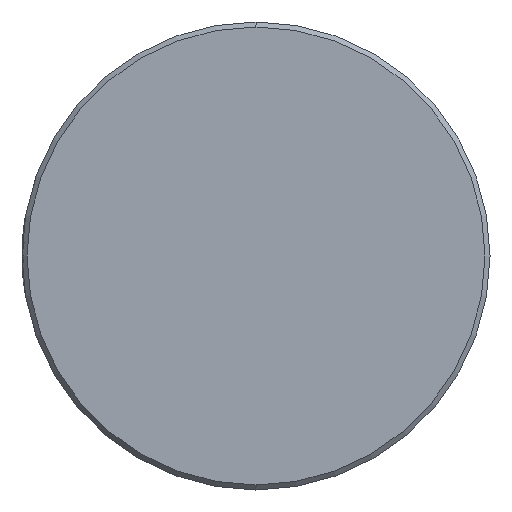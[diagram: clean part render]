
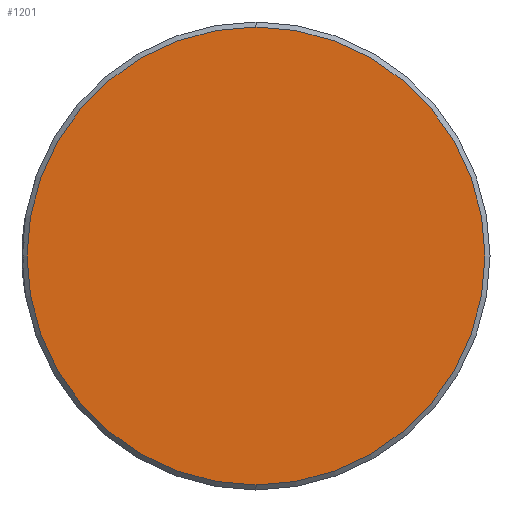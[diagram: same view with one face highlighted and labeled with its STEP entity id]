
A CAD part, left-side view. The second image highlights one B-rep face of the part: STEP entity #1201.
In plain terms, the highlighted planar face has unit normal (-1, 0, 0).
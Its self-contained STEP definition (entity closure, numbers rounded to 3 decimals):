
#9 = CIRCLE ( 'NONE', #1015, 13.7 ) ;
#137 = CARTESIAN_POINT ( 'NONE',  ( -5., 0., 0. ) ) ;
#165 = VERTEX_POINT ( 'NONE', #712 ) ;
#175 = ORIENTED_EDGE ( 'NONE', *, *, #1297, .T. ) ;
#247 = DIRECTION ( 'NONE',  ( 0., 0., 1. ) ) ;
#302 = DIRECTION ( 'NONE',  ( -1., 0., 0. ) ) ;
#341 = DIRECTION ( 'NONE',  ( -1., 0., 0. ) ) ;
#510 = AXIS2_PLACEMENT_3D ( 'NONE', #900, #302, #1008 ) ;
#597 = CIRCLE ( 'NONE', #510, 13.7 ) ;
#603 = CARTESIAN_POINT ( 'NONE',  ( -5., 0., 13.7 ) ) ;
#671 = ORIENTED_EDGE ( 'NONE', *, *, #1018, .T. ) ;
#712 = CARTESIAN_POINT ( 'NONE',  ( -5., 0., -13.7 ) ) ;
#836 = DIRECTION ( 'NONE',  ( -1., 0., 0. ) ) ;
#900 = CARTESIAN_POINT ( 'NONE',  ( -5., 0., 0. ) ) ;
#942 = CARTESIAN_POINT ( 'NONE',  ( -5., 0., 0. ) ) ;
#950 = EDGE_LOOP ( 'NONE', ( #671, #175 ) ) ;
#962 = FACE_OUTER_BOUND ( 'NONE', #950, .T. ) ;
#1008 = DIRECTION ( 'NONE',  ( 0., 0., 1. ) ) ;
#1015 = AXIS2_PLACEMENT_3D ( 'NONE', #942, #341, #1048 ) ;
#1018 = EDGE_CURVE ( 'NONE', #165, #1261, #597, .T. ) ;
#1048 = DIRECTION ( 'NONE',  ( 0., 0., 1. ) ) ;
#1079 = AXIS2_PLACEMENT_3D ( 'NONE', #137, #836, #247 ) ;
#1132 = PLANE ( 'NONE',  #1079 ) ;
#1201 = ADVANCED_FACE ( 'NONE', ( #962 ), #1132, .T. ) ;
#1261 = VERTEX_POINT ( 'NONE', #603 ) ;
#1297 = EDGE_CURVE ( 'NONE', #1261, #165, #9, .T. ) ;
